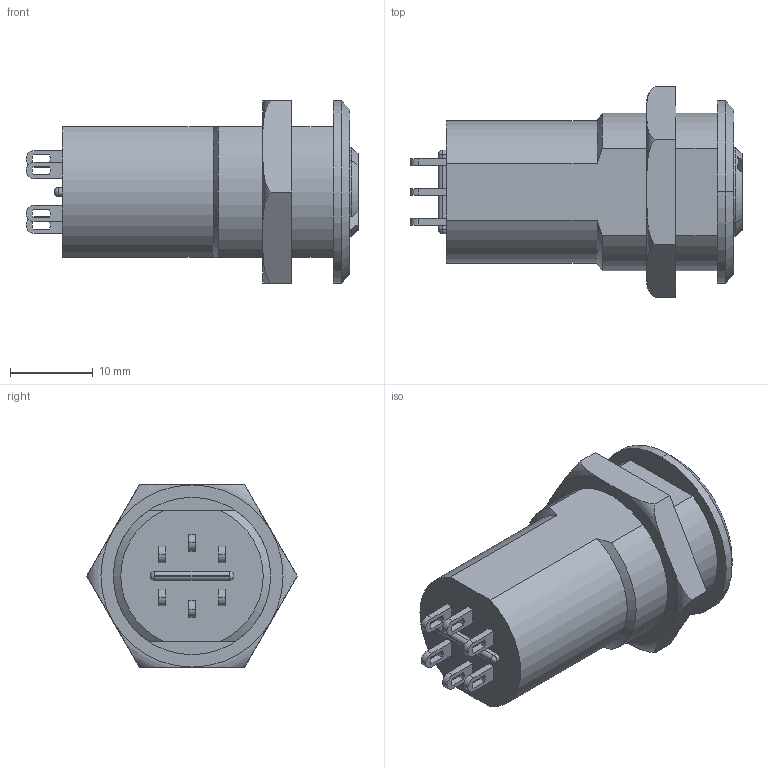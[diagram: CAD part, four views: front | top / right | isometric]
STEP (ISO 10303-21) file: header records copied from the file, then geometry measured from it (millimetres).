
FILE_DESCRIPTION (( 'STEP AP203' ), '1' );
FILE_NAME ('sone3D.STEP', '2017-12-13T05:59:10', ( '' ), ( '' ), 'SwSTEP 2.0', 'SolidWorks 2014', '' );
FILE_SCHEMA (( 'CONFIG_CONTROL_DESIGN' ));
Length unit declared in the file: millimetre
Products named in the file (4): S-289-90-E-2儘乕僞乕_; S-289-90-E-2六角ナット_; sone3D; S-289-90-E-2僴僂僕儞僌_
Assembly tree (3 placements, depth 2):
  sone3D
    S-289-90-E-2僴僂僕儞僌_
    S-289-90-E-2儘乕僞乕_
    S-289-90-E-2六角ナット_
Bounding box: 40.1 x 25.4 x 22 mm (x, y, z)
Volume: 8611.7 mm3; surface area: 5346.2 mm2
Topology: 3 solids, 3 shells, 140 faces, 358 edges, 234 vertices
Faces by surface type: plane 68, cylinder 57, torus 8, cone 7
Entity records: 4833 total; most frequent: CARTESIAN_POINT 910, DIRECTION 759, ORIENTED_EDGE 716, EDGE_CURVE 358, AXIS2_PLACEMENT_3D 275, VERTEX_POINT 234, LINE 209, VECTOR 209
